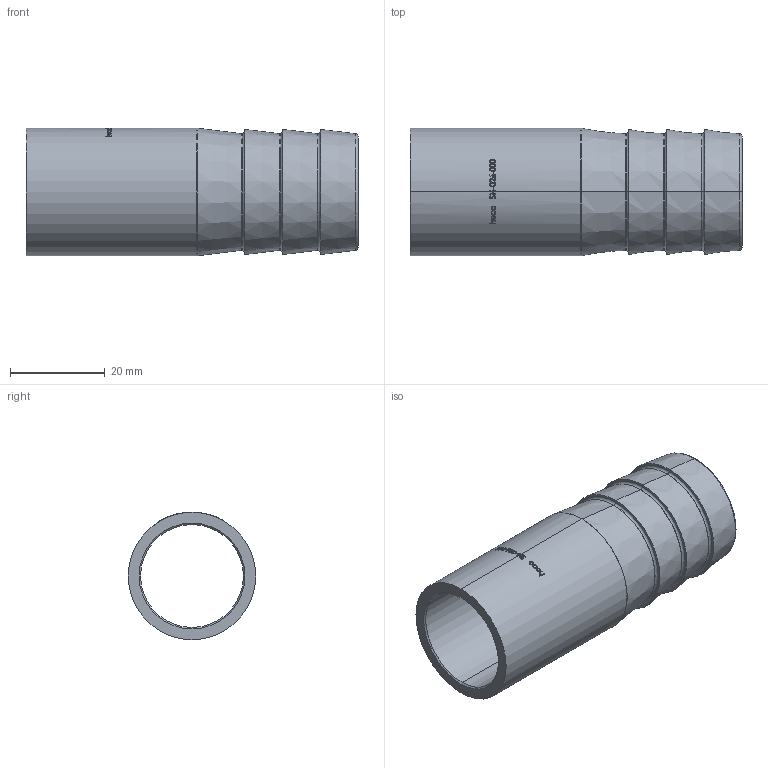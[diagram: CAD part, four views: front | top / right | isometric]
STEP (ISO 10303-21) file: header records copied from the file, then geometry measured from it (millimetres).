
FILE_DESCRIPTION (( 'STEP AP214' ), '1' );
FILE_NAME ('SN-026-000-x Anschweiß-Schlauchnippel.STEP', '2018-05-24T07:32:36', ( '' ), ( '' ), 'SwSTEP 2.0', 'SolidWorks 2016', '' );
FILE_SCHEMA (( 'AUTOMOTIVE_DESIGN' ));
Length unit declared in the file: millimetre
Products named in the file (1): SN-026-000-x Anschweiß-Schlauchnippel
Bounding box: 70 x 26.9 x 26.9 mm (x, y, z)
Volume: 11960.9 mm3; surface area: 10980.6 mm2
Topology: 1 solids, 1 shells, 204 faces, 512 edges, 330 vertices
Faces by surface type: bspline 113, plane 32, cylinder 25, cone 18, torus 16
Entity records: 16527 total; most frequent: CARTESIAN_POINT 10832, ORIENTED_EDGE 1024, EDGE_CURVE 512, DIRECTION 437, B_SPLINE_CURVE_WITH_KNOTS 349, VERTEX_POINT 330, EDGE_LOOP 226, FACE_OUTER_BOUND 204
